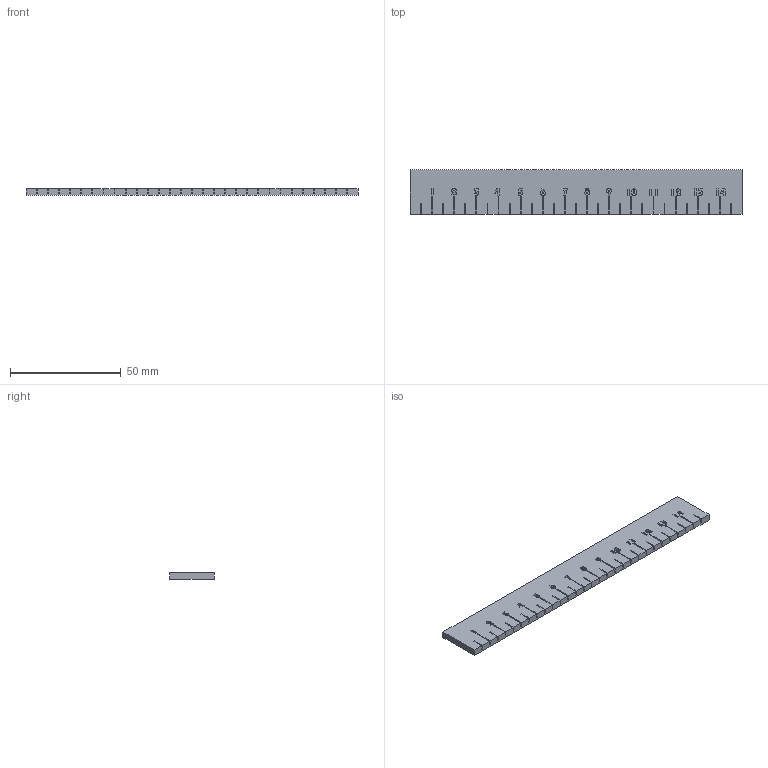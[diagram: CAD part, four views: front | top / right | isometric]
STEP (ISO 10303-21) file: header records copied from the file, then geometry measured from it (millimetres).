
FILE_DESCRIPTION(/* description */ (''),/* implementation_level */ '2;1');
FILE_NAME(/* name */ 'ruler.step',/* time_stamp */ '2025-12-18T23:47:34+02:00',/* author */ (''),/* organization */ (''),/* preprocessor_version */ 'ST-DEVELOPER v20.1',/* originating_system */ 'Autodesk Translation Framework v14.21.0.0',/* authorisation */ '');
FILE_SCHEMA (('AUTOMOTIVE_DESIGN { 1 0 10303 214 3 1 1 }'));
Length unit declared in the file: millimetre
Products named in the file (1): 2025-12-18-22-55-05-067
Bounding box: 150 x 20 x 3 mm (x, y, z)
Volume: 8710.4 mm3; surface area: 8152.3 mm2
Topology: 1 solids, 1 shells, 367 faces, 1029 edges, 686 vertices
Faces by surface type: plane 240, bspline 127
Entity records: 12866 total; most frequent: CARTESIAN_POINT 4242, ORIENTED_EDGE 2058, DIRECTION 1257, EDGE_CURVE 1029, LINE 775, VECTOR 775, VERTEX_POINT 686, EDGE_LOOP 389
